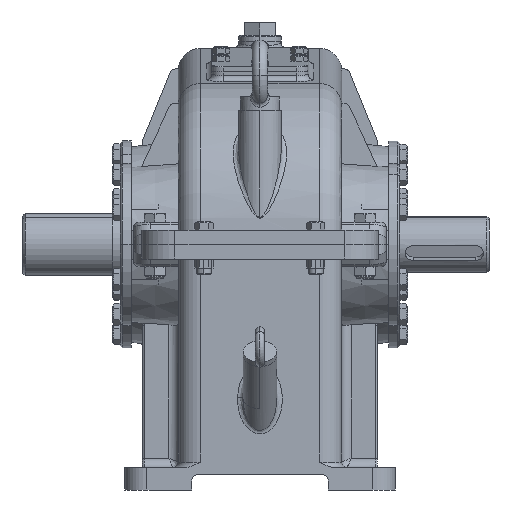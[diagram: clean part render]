
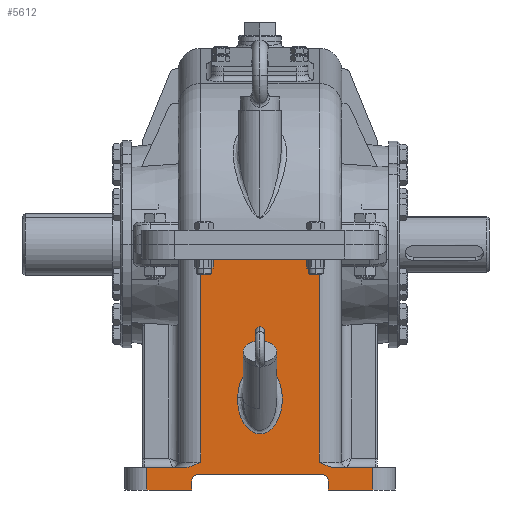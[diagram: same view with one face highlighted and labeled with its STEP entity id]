
A CAD part, left-side view. The second image highlights one B-rep face of the part: STEP entity #5612.
In plain terms, the highlighted planar face has unit normal (-1, 0, 0).
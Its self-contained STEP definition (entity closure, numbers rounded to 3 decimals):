
#626=DIRECTION('',(0.,0.,-1.));
#627=VECTOR('',#626,20.);
#628=CARTESIAN_POINT('',(-145.,101.,-199.5));
#629=LINE('',#628,#627);
#630=DIRECTION('',(0.,0.,1.));
#631=VECTOR('',#630,181.5);
#632=CARTESIAN_POINT('',(-145.,53.,-194.5));
#633=LINE('',#632,#631);
#634=DIRECTION('',(0.,-1.,0.));
#635=VECTOR('',#634,106.);
#636=CARTESIAN_POINT('',(-145.,53.,-13.));
#637=LINE('',#636,#635);
#638=DIRECTION('',(0.,0.,-1.));
#639=VECTOR('',#638,181.5);
#640=CARTESIAN_POINT('',(-145.,-53.,-13.));
#641=LINE('',#640,#639);
#642=DIRECTION('',(0.,0.,1.));
#643=VECTOR('',#642,20.);
#644=CARTESIAN_POINT('',(-145.,-101.,-219.5));
#645=LINE('',#644,#643);
#646=DIRECTION('',(0.,0.,-1.));
#647=VECTOR('',#646,8.);
#648=CARTESIAN_POINT('',(-145.,-61.,-211.5));
#649=LINE('',#648,#647);
#650=DIRECTION('',(0.,0.,1.));
#651=VECTOR('',#650,8.);
#652=CARTESIAN_POINT('',(-145.,61.,-219.5));
#653=LINE('',#652,#651);
#654=CARTESIAN_POINT('',(-145.,19.963,-136.428));
#655=CARTESIAN_POINT('',(-145.,19.867,-133.979));
#656=CARTESIAN_POINT('',(-145.,19.317,-129.398));
#657=CARTESIAN_POINT('',(-145.,17.734,-123.5));
#658=CARTESIAN_POINT('',(-145.,15.548,-118.453));
#659=CARTESIAN_POINT('',(-145.,12.878,-114.284));
#660=CARTESIAN_POINT('',(-145.,9.835,-111.033));
#661=CARTESIAN_POINT('',(-145.,6.523,-108.74));
#662=CARTESIAN_POINT('',(-145.,3.195,-107.466));
#663=CARTESIAN_POINT('',(-145.,1.057,-107.21));
#664=CARTESIAN_POINT('',(-145.,0.,
-107.21));
#666=CARTESIAN_POINT('',(-145.,0.,
-107.21));
#667=CARTESIAN_POINT('',(-145.,-1.117,
-107.21));
#668=CARTESIAN_POINT('',(-145.,-3.37,
-107.495));
#669=CARTESIAN_POINT('',(-145.,-6.861,
-108.908));
#670=CARTESIAN_POINT('',(-145.,-10.306,
-111.436));
#671=CARTESIAN_POINT('',(-145.,-13.43,
-115.003));
#672=CARTESIAN_POINT('',(-145.,-16.108,
-119.533));
#673=CARTESIAN_POINT('',(-145.,-18.236,
-125.001));
#674=CARTESIAN_POINT('',(-145.,-19.686,
-131.444));
#675=CARTESIAN_POINT('',(-145.,-20.199,
-138.907));
#676=CARTESIAN_POINT('',(-145.,-19.499,
-146.378));
#677=CARTESIAN_POINT('',(-145.,-17.926,
-152.613));
#678=CARTESIAN_POINT('',(-145.,-15.695,
-157.943));
#679=CARTESIAN_POINT('',(-145.,-12.937,-162.308));
#680=CARTESIAN_POINT('',(-145.,-9.765,
-165.692));
#681=CARTESIAN_POINT('',(-145.,-6.33,
-168.021));
#682=CARTESIAN_POINT('',(-145.,-2.863,
-169.271));
#683=CARTESIAN_POINT('',(-145.,0.484,
-169.572));
#684=CARTESIAN_POINT('',(-145.,3.87,-169.014));
#685=CARTESIAN_POINT('',(-145.,7.368,-167.444));
#686=CARTESIAN_POINT('',(-145.,10.756,-164.782));
#687=CARTESIAN_POINT('',(-145.,13.831,-161.073));
#688=CARTESIAN_POINT('',(-145.,16.445,-156.402));
#689=CARTESIAN_POINT('',(-145.,18.497,-150.763));
#690=CARTESIAN_POINT('',(-145.,19.821,-144.186));
#691=CARTESIAN_POINT('',(-145.,20.069,-139.122));
#692=CARTESIAN_POINT('',(-145.,19.963,-136.428));
#699=DIRECTION('',(0.,-1.,0.));
#700=VECTOR('',#699,40.);
#701=CARTESIAN_POINT('',(-145.,101.,-219.5));
#702=LINE('',#701,#700);
#759=CARTESIAN_POINT('',(-145.,55.,-211.5));
#760=DIRECTION('',(1.,0.,0.));
#761=DIRECTION('',(0.,1.,0.));
#762=AXIS2_PLACEMENT_3D('',#759,#760,#761);
#776=DIRECTION('',(0.,-1.,0.));
#777=VECTOR('',#776,110.);
#778=CARTESIAN_POINT('',(-145.,55.,-205.5));
#779=LINE('',#778,#777);
#1852=DIRECTION('',(0.,1.,0.));
#1853=VECTOR('',#1852,33.);
#1854=CARTESIAN_POINT('',(-145.,-101.,-199.5));
#1855=LINE('',#1854,#1853);
#1955=DIRECTION('',(0.,1.,0.));
#1956=VECTOR('',#1955,33.);
#1957=CARTESIAN_POINT('',(-145.,68.,-199.5));
#1958=LINE('',#1957,#1956);
#2925=CARTESIAN_POINT('',(-145.,53.,-194.5));
#2926=CARTESIAN_POINT('',(-145.,53.588,-194.794));
#2927=CARTESIAN_POINT('',(-145.,54.758,-195.379));
#2928=CARTESIAN_POINT('',(-145.,56.493,-196.221));
#2929=CARTESIAN_POINT('',(-145.,58.245,-197.023));
#2930=CARTESIAN_POINT('',(-145.,60.039,-197.77));
#2931=CARTESIAN_POINT('',(-145.,61.908,-198.442));
#2932=CARTESIAN_POINT('',(-145.,63.86,-199.));
#2933=CARTESIAN_POINT('',(-145.,65.895,-199.393));
#2934=CARTESIAN_POINT('',(-145.,67.291,-199.5));
#2935=CARTESIAN_POINT('',(-145.,68.,-199.5));
#4066=DIRECTION('',(0.,-1.,0.));
#4067=VECTOR('',#4066,40.);
#4068=CARTESIAN_POINT('',(-145.,-61.,-219.5));
#4069=LINE('',#4068,#4067);
#4116=CARTESIAN_POINT('',(-145.,-55.,-211.5));
#4117=DIRECTION('',(1.,0.,0.));
#4118=DIRECTION('',(0.,0.,1.));
#4119=AXIS2_PLACEMENT_3D('',#4116,#4117,#4118);
#4188=CARTESIAN_POINT('',(-145.,-68.,-199.5));
#4189=CARTESIAN_POINT('',(-145.,-67.184,-199.5));
#4190=CARTESIAN_POINT('',(-145.,-65.637,-199.359));
#4191=CARTESIAN_POINT('',(-145.,-63.609,-198.936));
#4192=CARTESIAN_POINT('',(-145.,-61.748,-198.387));
#4193=CARTESIAN_POINT('',(-145.,-59.967,-197.741));
#4194=CARTESIAN_POINT('',(-145.,-58.195,-197.001));
#4195=CARTESIAN_POINT('',(-145.,-56.44,-196.197));
#4196=CARTESIAN_POINT('',(-145.,-54.71,-195.355));
#4197=CARTESIAN_POINT('',(-145.,-53.569,-194.785));
#4198=CARTESIAN_POINT('',(-145.,-53.,-194.5));
#4667=CARTESIAN_POINT('',(-145.,53.,-13.));
#4668=CARTESIAN_POINT('',(-145.,-53.,-13.));
#4669=VERTEX_POINT('',#4667);
#4670=VERTEX_POINT('',#4668);
#5055=CARTESIAN_POINT('',(-145.,61.,-219.5));
#5057=VERTEX_POINT('',#5055);
#5059=CARTESIAN_POINT('',(-145.,-61.,-219.5));
#5061=VERTEX_POINT('',#5059);
#5064=CARTESIAN_POINT('',(-145.,55.,-205.5));
#5066=VERTEX_POINT('',#5064);
#5068=CARTESIAN_POINT('',(-145.,61.,-211.5));
#5070=VERTEX_POINT('',#5068);
#5071=CARTESIAN_POINT('',(-145.,-55.,-205.5));
#5073=VERTEX_POINT('',#5071);
#5075=CARTESIAN_POINT('',(-145.,-61.,-211.5));
#5077=VERTEX_POINT('',#5075);
#5087=VERTEX_POINT('',#4188);
#5088=VERTEX_POINT('',#4198);
#5093=VERTEX_POINT('',#2925);
#5094=VERTEX_POINT('',#2935);
#5095=CARTESIAN_POINT('',(-145.,101.,-219.5));
#5097=VERTEX_POINT('',#5095);
#5101=CARTESIAN_POINT('',(-145.,101.,-199.5));
#5102=VERTEX_POINT('',#5101);
#5107=CARTESIAN_POINT('',(-145.,-101.,-219.5));
#5108=VERTEX_POINT('',#5107);
#5109=CARTESIAN_POINT('',(-145.,-101.,-199.5));
#5110=VERTEX_POINT('',#5109);
#5161=VERTEX_POINT('',#654);
#5162=VERTEX_POINT('',#664);
#5567=CARTESIAN_POINT('',(-145.,73.,0.));
#5568=DIRECTION('',(-1.,0.,0.));
#5569=DIRECTION('',(0.,0.,-1.));
#5570=AXIS2_PLACEMENT_3D('',#5567,#5568,#5569);
#5571=PLANE('',#5570);
#5573=ORIENTED_EDGE('',*,*,#5572,.F.);
#5575=ORIENTED_EDGE('',*,*,#5574,.F.);
#5577=ORIENTED_EDGE('',*,*,#5576,.F.);
#5579=ORIENTED_EDGE('',*,*,#5578,.T.);
#5581=ORIENTED_EDGE('',*,*,#5580,.T.);
#5583=ORIENTED_EDGE('',*,*,#5582,.T.);
#5585=ORIENTED_EDGE('',*,*,#5584,.F.);
#5587=ORIENTED_EDGE('',*,*,#5586,.F.);
#5589=ORIENTED_EDGE('',*,*,#5588,.F.);
#5591=ORIENTED_EDGE('',*,*,#5590,.F.);
#5593=ORIENTED_EDGE('',*,*,#5592,.F.);
#5595=ORIENTED_EDGE('',*,*,#5594,.F.);
#5597=ORIENTED_EDGE('',*,*,#5596,.F.);
#5599=ORIENTED_EDGE('',*,*,#5598,.F.);
#5601=ORIENTED_EDGE('',*,*,#5600,.F.);
#5603=ORIENTED_EDGE('',*,*,#5602,.F.);
#5604=EDGE_LOOP('',(#5573,#5575,#5577,#5579,#5581,#5583,#5585,#5587,#5589,#5591,
#5593,#5595,#5597,#5599,#5601,#5603));
#5605=FACE_OUTER_BOUND('',#5604,.F.);
#5607=ORIENTED_EDGE('',*,*,#5606,.F.);
#5609=ORIENTED_EDGE('',*,*,#5608,.F.);
#5610=EDGE_LOOP('',(#5607,#5609));
#5611=FACE_BOUND('',#5610,.F.);
#665=B_SPLINE_CURVE_WITH_KNOTS('',3,(#654,#655,#656,#657,#658,#659,#660,#661,
#662,#663,#664),.UNSPECIFIED.,.F.,.F.,(4,1,1,1,1,1,1,1,4),(0.,0.125,0.25,
0.375,0.5,0.625,0.75,0.875,1.),.UNSPECIFIED.);
#693=B_SPLINE_CURVE_WITH_KNOTS('',3,(#666,#667,#668,#669,#670,#671,#672,#673,
#674,#675,#676,#677,#678,#679,#680,#681,#682,#683,#684,#685,#686,#687,#688,#689,
#690,#691,#692),.UNSPECIFIED.,.F.,.F.,(4,1,1,1,1,1,1,1,1,1,1,1,1,1,1,1,1,1,1,1,
1,1,1,1,4),(0.,0.042,0.083,0.125,0.167,
0.208,0.25,0.292,0.333,0.375,
0.417,0.458,0.5,0.542,0.583,
0.625,0.667,0.708,0.75,0.792,
0.833,0.875,0.917,0.958,1.),
.UNSPECIFIED.);
#763=CIRCLE('',#762,6.);
#2936=B_SPLINE_CURVE_WITH_KNOTS('',3,(#2925,#2926,#2927,#2928,#2929,#2930,#2931,
#2932,#2933,#2934,#2935),.UNSPECIFIED.,.F.,.F.,(4,1,1,1,1,1,1,1,4),(0.,
0.125,0.25,0.375,0.5,0.625,0.75,0.875,1.),.UNSPECIFIED.);
#4120=CIRCLE('',#4119,6.);
#4199=B_SPLINE_CURVE_WITH_KNOTS('',3,(#4188,#4189,#4190,#4191,#4192,#4193,#4194,
#4195,#4196,#4197,#4198),.UNSPECIFIED.,.F.,.F.,(4,1,1,1,1,1,1,1,4),(0.,
0.125,0.25,0.375,0.5,0.625,0.75,0.875,1.),.UNSPECIFIED.);
#5572=EDGE_CURVE('',#5102,#5097,#629,.T.);
#5574=EDGE_CURVE('',#5094,#5102,#1958,.T.);
#5576=EDGE_CURVE('',#5093,#5094,#2936,.T.);
#5578=EDGE_CURVE('',#5093,#4669,#633,.T.);
#5580=EDGE_CURVE('',#4669,#4670,#637,.T.);
#5582=EDGE_CURVE('',#4670,#5088,#641,.T.);
#5584=EDGE_CURVE('',#5087,#5088,#4199,.T.);
#5586=EDGE_CURVE('',#5110,#5087,#1855,.T.);
#5588=EDGE_CURVE('',#5108,#5110,#645,.T.);
#5590=EDGE_CURVE('',#5061,#5108,#4069,.T.);
#5592=EDGE_CURVE('',#5077,#5061,#649,.T.);
#5594=EDGE_CURVE('',#5073,#5077,#4120,.T.);
#5596=EDGE_CURVE('',#5066,#5073,#779,.T.);
#5598=EDGE_CURVE('',#5070,#5066,#763,.T.);
#5600=EDGE_CURVE('',#5057,#5070,#653,.T.);
#5602=EDGE_CURVE('',#5097,#5057,#702,.T.);
#5606=EDGE_CURVE('',#5161,#5162,#665,.T.);
#5608=EDGE_CURVE('',#5162,#5161,#693,.T.);
#5612=ADVANCED_FACE('',(#5605,#5611),#5571,.T.);
